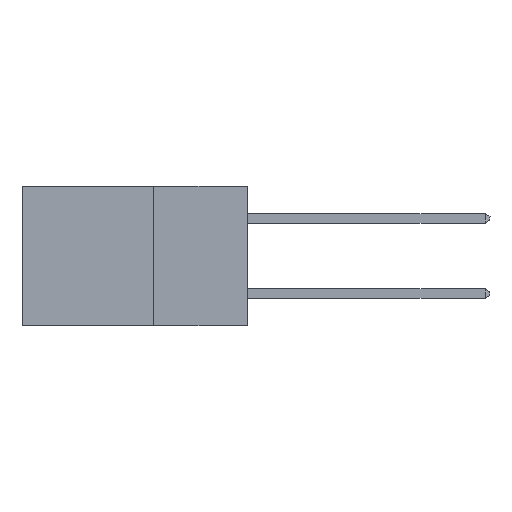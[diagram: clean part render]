
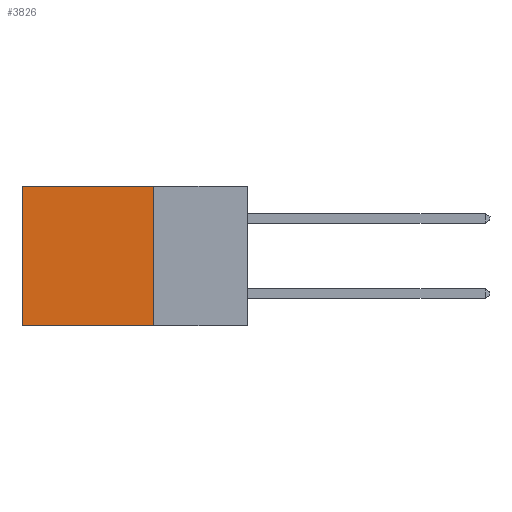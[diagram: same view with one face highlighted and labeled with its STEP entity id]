
A CAD part, left-side view. The second image highlights one B-rep face of the part: STEP entity #3826.
In plain terms, the highlighted planar face has unit normal (-1, 0, 0).
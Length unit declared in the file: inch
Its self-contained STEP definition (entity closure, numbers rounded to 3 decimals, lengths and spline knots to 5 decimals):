
#87 = CARTESIAN_POINT ( 'NONE',  ( 0.2615, 0.25, 0. ) ) ;
#963 = PLANE ( 'NONE',  #7829 ) ;
#1073 = VECTOR ( 'NONE', #10918, 39.37008 ) ;
#2519 = EDGE_CURVE ( 'NONE', #11655, #3358, #2581, .T. ) ;
#2581 = LINE ( 'NONE', #8086, #5472 ) ;
#2962 = ORIENTED_EDGE ( 'NONE', *, *, #4640, .F. ) ;
#3358 = VERTEX_POINT ( 'NONE', #11033 ) ;
#3439 = ORIENTED_EDGE ( 'NONE', *, *, #9415, .F. ) ;
#3826 = ADVANCED_FACE ( 'NONE', ( #8151 ), #963, .F. ) ;
#4185 = LINE ( 'NONE', #4429, #11755 ) ;
#4395 = VERTEX_POINT ( 'NONE', #8064 ) ;
#4429 = CARTESIAN_POINT ( 'NONE',  ( 0.2615, 0.25, -0.37 ) ) ;
#4461 = DIRECTION ( 'NONE',  ( 1., 0., 0. ) ) ;
#4640 = EDGE_CURVE ( 'NONE', #8871, #3358, #7417, .T. ) ;
#5437 = CARTESIAN_POINT ( 'NONE',  ( 0.2615, 0.25, -0.37 ) ) ;
#5472 = VECTOR ( 'NONE', #11726, 39.37008 ) ;
#6288 = EDGE_LOOP ( 'NONE', ( #8104, #2962, #3439, #11001 ) ) ;
#6526 = DIRECTION ( 'NONE',  ( 0., 1., 0. ) ) ;
#6621 = CARTESIAN_POINT ( 'NONE',  ( 0.2615, 0.6, 0. ) ) ;
#7417 = LINE ( 'NONE', #10294, #7879 ) ;
#7829 = AXIS2_PLACEMENT_3D ( 'NONE', #5437, #4461, #11794 ) ;
#7879 = VECTOR ( 'NONE', #6526, 39.37008 ) ;
#8061 = DIRECTION ( 'NONE',  ( 0., 0., -1. ) ) ;
#8064 = CARTESIAN_POINT ( 'NONE',  ( 0.2615, 0.25, 0. ) ) ;
#8086 = CARTESIAN_POINT ( 'NONE',  ( 0.2615, 0.6, -0.37 ) ) ;
#8104 = ORIENTED_EDGE ( 'NONE', *, *, #2519, .T. ) ;
#8151 = FACE_OUTER_BOUND ( 'NONE', #6288, .T. ) ;
#8336 = CARTESIAN_POINT ( 'NONE',  ( 0.2615, 0.25, -0.37 ) ) ;
#8871 = VERTEX_POINT ( 'NONE', #8336 ) ;
#9198 = LINE ( 'NONE', #87, #1073 ) ;
#9415 = EDGE_CURVE ( 'NONE', #4395, #8871, #4185, .T. ) ;
#10000 = EDGE_CURVE ( 'NONE', #4395, #11655, #9198, .T. ) ;
#10294 = CARTESIAN_POINT ( 'NONE',  ( 0.2615, 0.25, -0.37 ) ) ;
#10918 = DIRECTION ( 'NONE',  ( 0., 1., 0. ) ) ;
#11001 = ORIENTED_EDGE ( 'NONE', *, *, #10000, .T. ) ;
#11033 = CARTESIAN_POINT ( 'NONE',  ( 0.2615, 0.6, -0.37 ) ) ;
#11655 = VERTEX_POINT ( 'NONE', #6621 ) ;
#11726 = DIRECTION ( 'NONE',  ( 0., 0., -1. ) ) ;
#11755 = VECTOR ( 'NONE', #8061, 39.37008 ) ;
#11794 = DIRECTION ( 'NONE',  ( 0., 0., -1. ) ) ;
